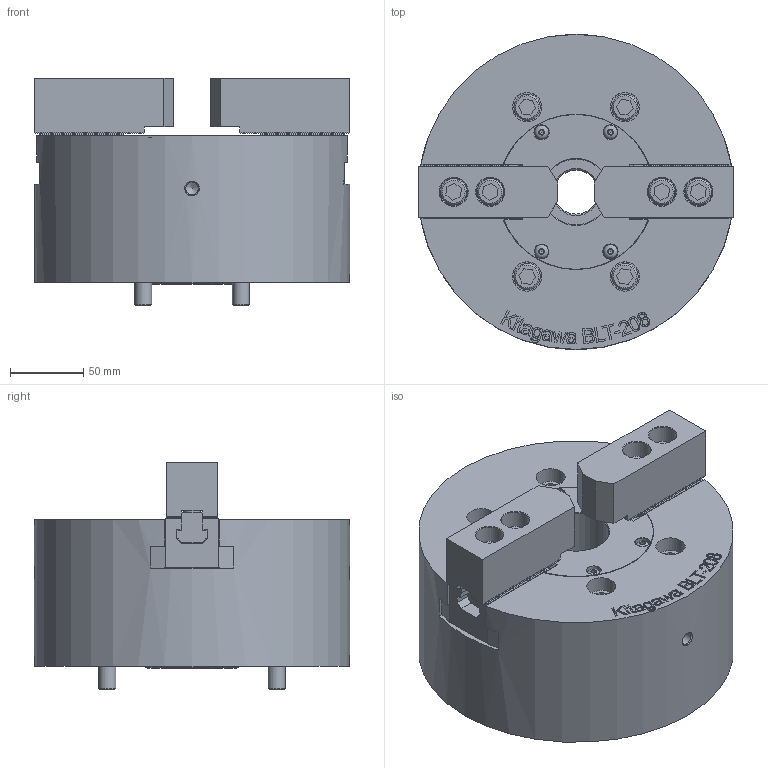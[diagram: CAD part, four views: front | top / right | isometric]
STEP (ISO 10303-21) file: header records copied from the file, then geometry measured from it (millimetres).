
FILE_DESCRIPTION(/* description */ ('Unknown'),/* implementation_level */ '2;1');
FILE_NAME(/* name */ 'BLT208-Solid',/* time_stamp */ '2019-08-13T15:55:23+01:00',/* author */ ('Unknown'),/* organization */ ('Unknown'),/* preprocessor_version */ 'ST-DEVELOPER v16.7',/* originating_system */ 'DEX',/* authorisation */ $);
FILE_SCHEMA (('AUTOMOTIVE_DESIGN {1 0 10303 214 3 1 1}'));
Products named in the file (1): BLT208-Solid
Bounding box: 215 x 215 x 155.2 mm (x, y, z)
Volume: 3447082.4 mm3; surface area: 294901.9 mm2
Topology: 1 solids, 17 shells, 2125 faces, 7012 edges, 4347 vertices
Faces by surface type: plane 1504, cylinder 467, cone 78, bspline 61, torus 11, sphere 4
Full cylindrical faces by diameter (mm): 4.2 x4, 4.826 x4, 5.2 x3, 5.5 x4, 8.5 x2, 9.5 x4, 10 x4, 10.3 x4, 11.701 x8, 13 x4, 13.5 x4, 18 x8, 19 x4, 20 x4, 30 x1, 45 x1, 49 x2, 53 x1, 55.5 x1, 63 x1, 70 x2, 75 x1, 76 x1, 83 x2, 92 x2, 170 x1, 215 x1
Entity records: 76761 total; most frequent: CARTESIAN_POINT 15739, ORIENTED_EDGE 13520, DIRECTION 11875, EDGE_CURVE 6760, LINE 5533, VECTOR 5533, VERTEX_POINT 4273, AXIS2_PLACEMENT_3D 3171
